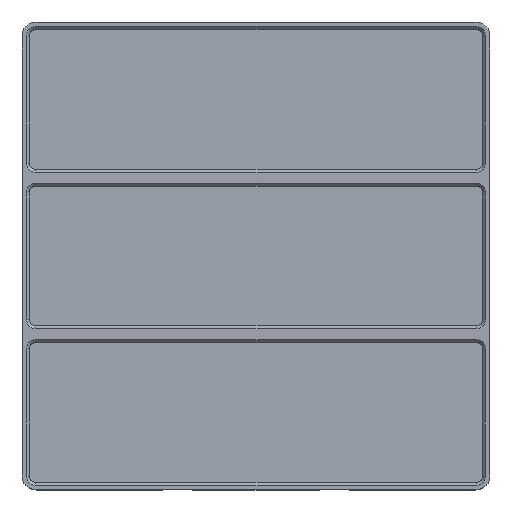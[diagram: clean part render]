
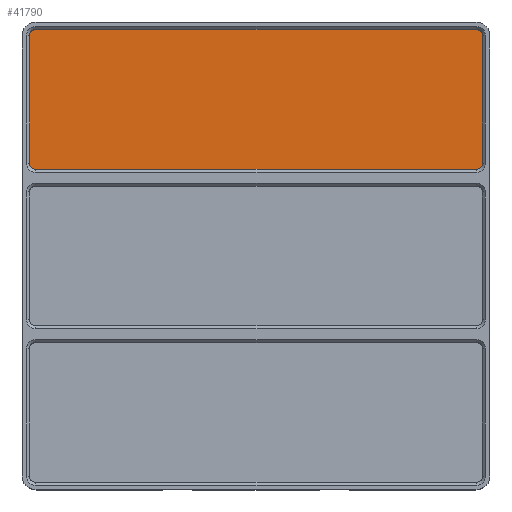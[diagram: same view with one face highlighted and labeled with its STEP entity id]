
A CAD part, top view. The second image highlights one B-rep face of the part: STEP entity #41790.
In plain terms, the highlighted planar face has unit normal (0, 0, 1).
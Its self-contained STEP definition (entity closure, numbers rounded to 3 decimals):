
#15340=CARTESIAN_POINT('',(170.25,290.15,7.));
#15350=VERTEX_POINT('',#15340);
#15380=CARTESIAN_POINT('',(170.25,257.,7.));
#15390=DIRECTION('',(0.,1.,0.));
#15400=VECTOR('',#15390,1.);
#15410=LINE('',#15380,#15400);
#15420=CARTESIAN_POINT('',(170.25,255.85,7.));
#15430=VERTEX_POINT('',#15420);
#15440=EDGE_CURVE('',#15430,#15350,#15410,.T.);
#15680=CARTESIAN_POINT('',(291.75,289.,7.));
#15690=DIRECTION('',(0.,-1.,0.));
#15700=VECTOR('',#15690,1.);
#15710=LINE('',#15680,#15700);
#15720=CARTESIAN_POINT('',(291.75,290.15,7.));
#15730=VERTEX_POINT('',#15720);
#15740=CARTESIAN_POINT('',(291.75,255.85,7.));
#15750=VERTEX_POINT('',#15740);
#15760=EDGE_CURVE('',#15730,#15750,#15710,.T.);
#21790=CARTESIAN_POINT('',(171.85,255.85,7.));
#21800=DIRECTION('',(0.,0.,-1.));
#21810=DIRECTION('',(-1.,0.,0.));
#21820=AXIS2_PLACEMENT_3D('',#21790,#21800,#21810);
#21830=CIRCLE('',#21820,1.6);
#21840=CARTESIAN_POINT('',(171.85,254.25,7.));
#21850=VERTEX_POINT('',#21840);
#21860=EDGE_CURVE('',#21850,#15430,#21830,.T.);
#23490=CARTESIAN_POINT('',(290.15,291.75,7.));
#23500=VERTEX_POINT('',#23490);
#23530=CARTESIAN_POINT('',(257.,291.75,7.));
#23540=DIRECTION('',(1.,0.,0.));
#23550=VECTOR('',#23540,1.);
#23560=LINE('',#23530,#23550);
#23570=CARTESIAN_POINT('',(171.85,291.75,7.));
#23580=VERTEX_POINT('',#23570);
#23590=EDGE_CURVE('',#23580,#23500,#23560,.T.);
#24680=CARTESIAN_POINT('',(290.15,290.15,7.));
#24690=DIRECTION('',(0.,0.,-1.));
#24700=DIRECTION('',(-1.,0.,0.));
#24710=AXIS2_PLACEMENT_3D('',#24680,#24690,#24700);
#24720=CIRCLE('',#24710,1.6);
#24730=EDGE_CURVE('',#23500,#15730,#24720,.T.);
#24970=CARTESIAN_POINT('',(290.15,254.25,7.));
#24980=VERTEX_POINT('',#24970);
#25010=CARTESIAN_POINT('',(290.15,255.85,7.));
#25020=DIRECTION('',(0.,0.,-1.));
#25030=DIRECTION('',(-1.,0.,0.));
#25040=AXIS2_PLACEMENT_3D('',#25010,#25020,#25030);
#25050=CIRCLE('',#25040,1.6);
#25060=EDGE_CURVE('',#15750,#24980,#25050,.T.);
#25460=CARTESIAN_POINT('',(171.85,290.15,7.));
#25470=DIRECTION('',(0.,0.,-1.));
#25480=DIRECTION('',(-1.,0.,0.));
#25490=AXIS2_PLACEMENT_3D('',#25460,#25470,#25480);
#25500=CIRCLE('',#25490,1.6);
#25510=EDGE_CURVE('',#15350,#23580,#25500,.T.);
#27600=CARTESIAN_POINT('',(205.,254.25,7.));
#27610=DIRECTION('',(-1.,0.,0.));
#27620=VECTOR('',#27610,1.);
#27630=LINE('',#27600,#27620);
#27640=EDGE_CURVE('',#24980,#21850,#27630,.T.);
#41640=CARTESIAN_POINT('',(189.,273.,7.));
#41650=DIRECTION('',(0.,0.,1.));
#41660=DIRECTION('',(1.,0.,0.));
#41670=AXIS2_PLACEMENT_3D('',#41640,#41650,#41660);
#41680=PLANE('',#41670);
#41690=ORIENTED_EDGE('',*,*,#25510,.F.);
#41700=ORIENTED_EDGE('',*,*,#23590,.F.);
#41710=ORIENTED_EDGE('',*,*,#24730,.F.);
#41720=ORIENTED_EDGE('',*,*,#15760,.F.);
#41730=ORIENTED_EDGE('',*,*,#25060,.F.);
#41740=ORIENTED_EDGE('',*,*,#27640,.F.);
#41750=ORIENTED_EDGE('',*,*,#21860,.F.);
#41760=ORIENTED_EDGE('',*,*,#15440,.F.);
#41770=EDGE_LOOP('',(#41760,#41750,#41740,#41730,#41720,#41710,#41700,
#41690));
#41780=FACE_OUTER_BOUND('',#41770,.T.);
#41790=ADVANCED_FACE('',(#41780),#41680,.T.);
